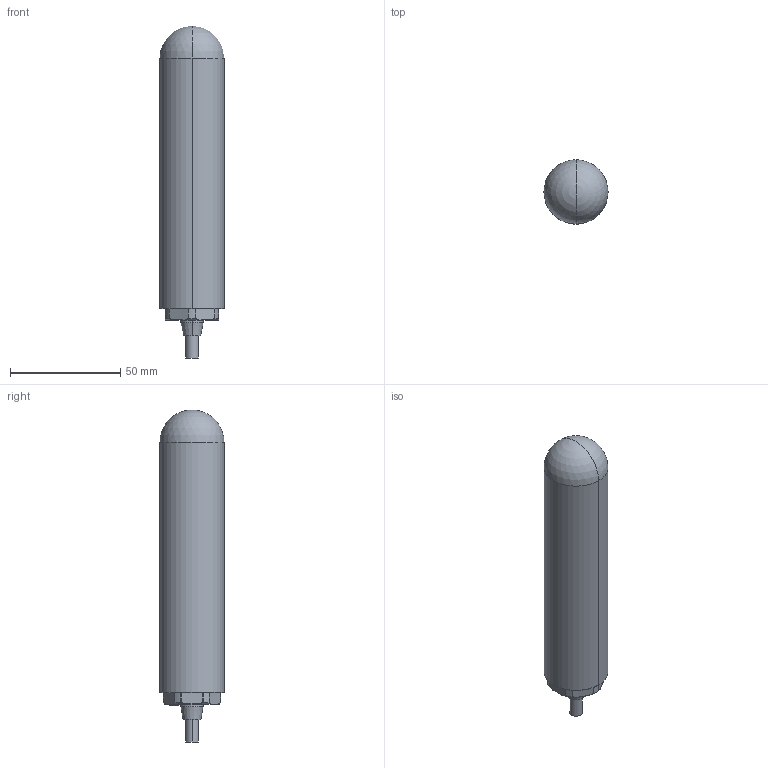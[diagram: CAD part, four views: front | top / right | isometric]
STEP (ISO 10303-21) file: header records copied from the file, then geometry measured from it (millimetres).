
FILE_DESCRIPTION((''),'2;1');
FILE_NAME('CAD-6811_SW0001','2020-02-03T09:30:19',('creinig-se'),(''),'CREO PARAMETRIC BY PTC INC, 2019292','CREO PARAMETRIC BY PTC INC, 2019292','');
FILE_SCHEMA(('CONFIG_CONTROL_DESIGN','SHAPE_APPEARANCE_LAYERS_GROUPS'));
Length unit declared in the file: millimetre
Products named in the file (1): CAD-6811_SW0001
Bounding box: 29 x 29 x 150.25 mm (x, y, z)
Volume: 84629.3 mm3; surface area: 13083.1 mm2
Topology: 1 solids, 1 shells, 120 faces, 261 edges, 151 vertices
Faces by surface type: plane 30, cylinder 30, sphere 26, torus 14, bspline 12, cone 8
Entity records: 4622 total; most frequent: CARTESIAN_POINT 1089, DIRECTION 587, ORIENTED_EDGE 512, EDGE_CURVE 256, AXIS2_PLACEMENT_3D 243, VERTEX_POINT 145, CIRCLE 134, EDGE_LOOP 127
